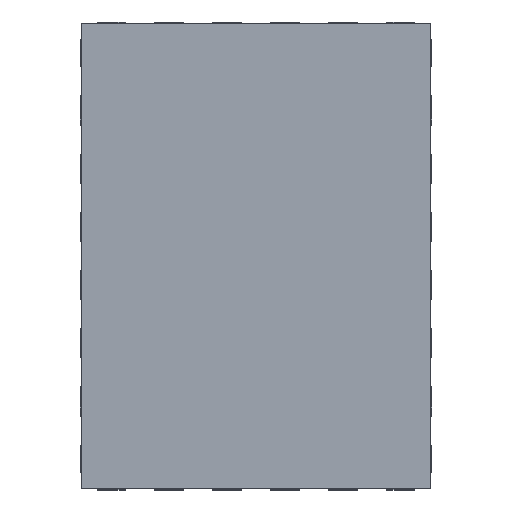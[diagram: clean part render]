
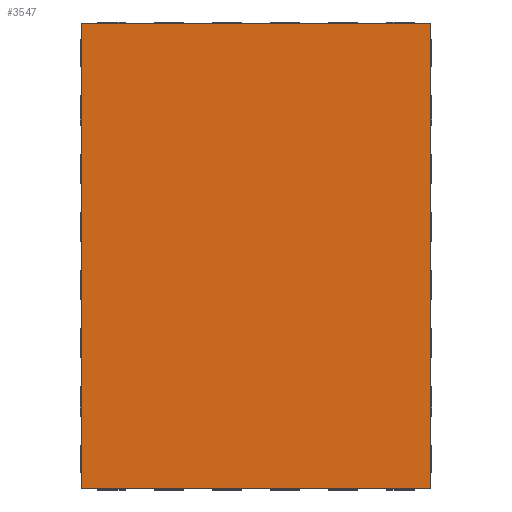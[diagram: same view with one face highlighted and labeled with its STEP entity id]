
A CAD part, top view. The second image highlights one B-rep face of the part: STEP entity #3547.
In plain terms, the highlighted planar face has unit normal (0, 0, 1).
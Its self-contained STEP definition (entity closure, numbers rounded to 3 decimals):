
#59=FACE_OUTER_BOUND('',#240,.T.);
#240=EDGE_LOOP('',(#2338,#2339,#2340,#2341));
#420=LINE('',#4812,#940);
#423=LINE('',#4818,#943);
#426=LINE('',#4824,#946);
#429=LINE('',#4828,#949);
#940=VECTOR('',#3926,10.);
#943=VECTOR('',#3931,10.);
#946=VECTOR('',#3936,10.);
#949=VECTOR('',#3941,10.);
#1460=VERTEX_POINT('',#4809);
#1461=VERTEX_POINT('',#4811);
#1463=VERTEX_POINT('',#4817);
#1465=VERTEX_POINT('',#4823);
#1804=EDGE_CURVE('',#1461,#1460,#420,.T.);
#1807=EDGE_CURVE('',#1463,#1461,#423,.T.);
#1810=EDGE_CURVE('',#1465,#1463,#426,.T.);
#1813=EDGE_CURVE('',#1460,#1465,#429,.T.);
#2338=ORIENTED_EDGE('',*,*,#1813,.T.);
#2339=ORIENTED_EDGE('',*,*,#1810,.T.);
#2340=ORIENTED_EDGE('',*,*,#1807,.T.);
#2341=ORIENTED_EDGE('',*,*,#1804,.T.);
#3366=PLANE('',#3743);
#3547=ADVANCED_FACE('',(#59),#3366,.T.);
#3743=AXIS2_PLACEMENT_3D('',#4829,#3942,#3943);
#3926=DIRECTION('',(0.,1.,0.));
#3931=DIRECTION('',(1.,0.,0.));
#3936=DIRECTION('',(0.,-1.,0.));
#3941=DIRECTION('',(-1.,0.,0.));
#3942=DIRECTION('center_axis',(0.,0.,1.));
#3943=DIRECTION('ref_axis',(1.,0.,0.));
#4809=CARTESIAN_POINT('',(1.5,2.,0.7));
#4811=CARTESIAN_POINT('',(1.5,-2.,0.7));
#4812=CARTESIAN_POINT('',(1.5,2.,0.7));
#4817=CARTESIAN_POINT('',(-1.5,-2.,0.7));
#4818=CARTESIAN_POINT('',(1.5,-2.,0.7));
#4823=CARTESIAN_POINT('',(-1.5,2.,0.7));
#4824=CARTESIAN_POINT('',(-1.5,-2.,0.7));
#4828=CARTESIAN_POINT('',(-1.5,2.,0.7));
#4829=CARTESIAN_POINT('Origin',(0.,0.,0.7));
